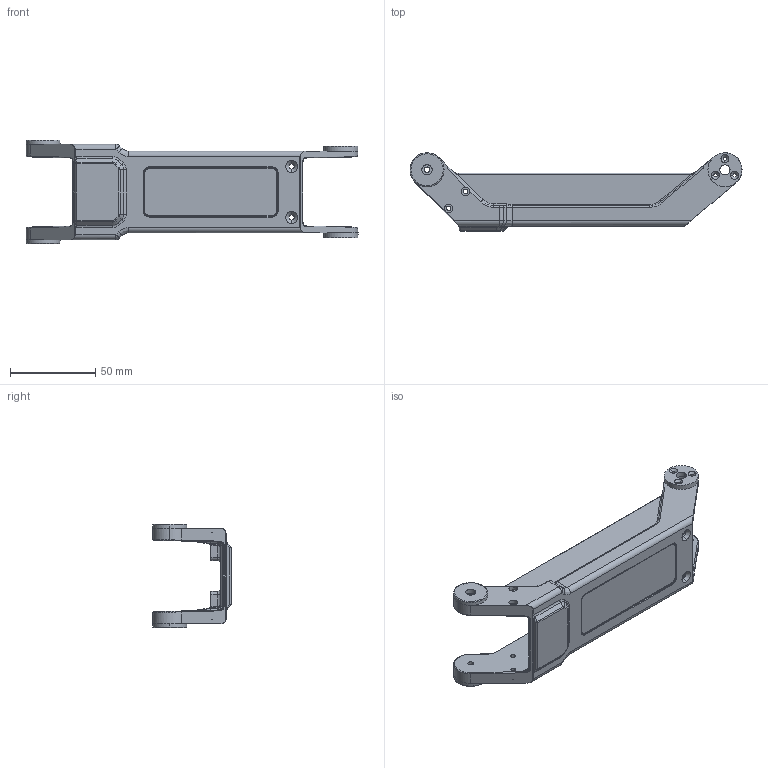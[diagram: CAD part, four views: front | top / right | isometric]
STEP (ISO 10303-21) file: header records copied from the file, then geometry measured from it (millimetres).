
FILE_DESCRIPTION(('FreeCAD Model'),'2;1');
FILE_NAME('Open CASCADE Shape Model','2024-08-05T12:26:54',('Author'),( ''),'Open CASCADE STEP processor 7.6','FreeCAD','Unknown');
FILE_SCHEMA(('AUTOMOTIVE_DESIGN { 1 0 10303 214 1 1 1 1 }'));
Length unit declared in the file: millimetre
Products named in the file (1): 2205006400-20210110001_8___
Bounding box: 195 x 46 x 61 mm (x, y, z)
Volume: 66245.5 mm3; surface area: 38024 mm2
Topology: 1 solids, 1 shells, 494 faces, 1193 edges, 706 vertices
Faces by surface type: cylinder 222, bspline 140, plane 95, cone 37
Entity records: 22781 total; most frequent: CARTESIAN_POINT 12830, ORIENTED_EDGE 2368, DIRECTION 1631, EDGE_CURVE 1184, VERTEX_POINT 706, AXIS2_PLACEMENT_3D 622, FACE_BOUND 541, EDGE_LOOP 541
